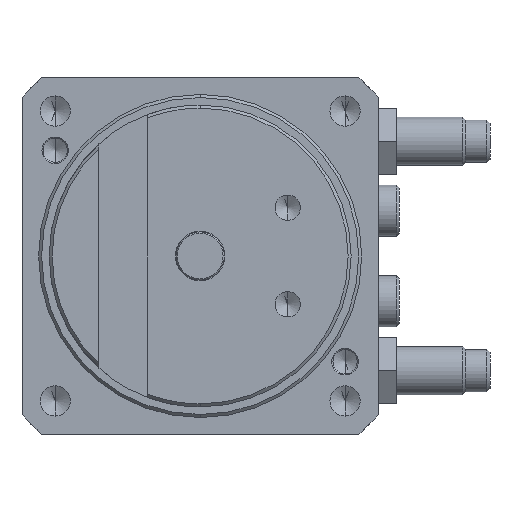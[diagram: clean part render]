
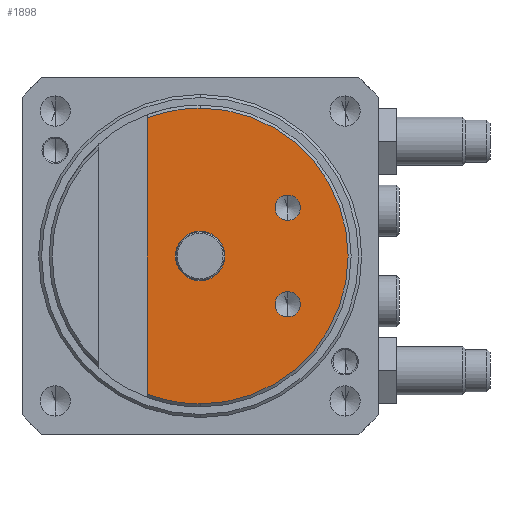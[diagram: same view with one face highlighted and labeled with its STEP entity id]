
A CAD part, front view. The second image highlights one B-rep face of the part: STEP entity #1898.
In plain terms, the highlighted planar face has unit normal (0, -1, 0).
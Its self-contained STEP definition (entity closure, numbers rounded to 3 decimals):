
#339 = EDGE_CURVE ( 'NONE', #340, #341, #4249, .T. ) ;
#340 = VERTEX_POINT ( 'NONE', #4313 ) ;
#341 = VERTEX_POINT ( 'NONE', #4312 ) ;
#412 = EDGE_CURVE ( 'NONE', #455, #419, #4462, .T. ) ;
#419 = VERTEX_POINT ( 'NONE', #4449 ) ;
#455 = VERTEX_POINT ( 'NONE', #4550 ) ;
#457 = EDGE_CURVE ( 'NONE', #468, #458, #4549, .T. ) ;
#458 = VERTEX_POINT ( 'NONE', #4544 ) ;
#468 = VERTEX_POINT ( 'NONE', #4530 ) ;
#1753 = VERTEX_POINT ( 'NONE', #6945 ) ;
#1754 = VERTEX_POINT ( 'NONE', #6944 ) ;
#1766 = EDGE_CURVE ( 'NONE', #1754, #1767, #6920, .T. ) ;
#1767 = VERTEX_POINT ( 'NONE', #6921 ) ;
#1783 = EDGE_CURVE ( 'NONE', #1753, #1754, #6953, .T. ) ;
#1876 = ORIENTED_EDGE ( 'NONE', *, *, #1877, .T. ) ;
#1877 = EDGE_CURVE ( 'NONE', #1902, #1753, #7165, .T. ) ;
#1878 = ORIENTED_EDGE ( 'NONE', *, *, #1783, .T. ) ;
#1879 = ORIENTED_EDGE ( 'NONE', *, *, #1766, .T. ) ;
#1880 = EDGE_LOOP ( 'NONE', ( #1881, #1883 ) ) ;
#1881 = ORIENTED_EDGE ( 'NONE', *, *, #1882, .F. ) ;
#1882 = EDGE_CURVE ( 'NONE', #458, #468, #7160, .T. ) ;
#1883 = ORIENTED_EDGE ( 'NONE', *, *, #457, .F. ) ;
#1884 = EDGE_LOOP ( 'NONE', ( #1885, #1944 ) ) ;
#1885 = ORIENTED_EDGE ( 'NONE', *, *, #1886, .F. ) ;
#1886 = EDGE_CURVE ( 'NONE', #419, #455, #7155, .T. ) ;
#1898 = ADVANCED_FACE ( 'NONE', ( #7194, #7193, #7192, #7191 ), #7190, .T. ) ;
#1899 = EDGE_LOOP ( 'NONE', ( #1900, #1876, #1878, #1879 ) ) ;
#1900 = ORIENTED_EDGE ( 'NONE', *, *, #1901, .F. ) ;
#1901 = EDGE_CURVE ( 'NONE', #1902, #1767, #7185, .T. ) ;
#1902 = VERTEX_POINT ( 'NONE', #7181 ) ;
#1944 = ORIENTED_EDGE ( 'NONE', *, *, #412, .F. ) ;
#1945 = EDGE_LOOP ( 'NONE', ( #1946, #1948 ) ) ;
#1946 = ORIENTED_EDGE ( 'NONE', *, *, #1947, .T. ) ;
#1947 = EDGE_CURVE ( 'NONE', #341, #340, #7301, .T. ) ;
#1948 = ORIENTED_EDGE ( 'NONE', *, *, #339, .T. ) ;
#4249 = CIRCLE ( 'NONE', #4317, 4.1 ) ;
#4312 = CARTESIAN_POINT ( 'NONE',  ( 0., -26., 4.1 ) ) ;
#4313 = CARTESIAN_POINT ( 'NONE',  ( 0., -26., -4.1 ) ) ;
#4314 = DIRECTION ( 'NONE',  ( 0., 0., 1. ) ) ;
#4315 = DIRECTION ( 'NONE',  ( 0., 1., 0. ) ) ;
#4316 = CARTESIAN_POINT ( 'NONE',  ( 0., -26., 0. ) ) ;
#4317 = AXIS2_PLACEMENT_3D ( 'NONE', #4316, #4315, #4314 ) ;
#4449 = CARTESIAN_POINT ( 'NONE',  ( 14.5, -26., 5.9 ) ) ;
#4458 = DIRECTION ( 'NONE',  ( 0., 0., -1. ) ) ;
#4459 = DIRECTION ( 'NONE',  ( 0., -1., 0. ) ) ;
#4460 = CARTESIAN_POINT ( 'NONE',  ( 14.5, -26., 8. ) ) ;
#4461 = AXIS2_PLACEMENT_3D ( 'NONE', #4460, #4459, #4458 ) ;
#4462 = CIRCLE ( 'NONE', #4461, 2.1 ) ;
#4530 = CARTESIAN_POINT ( 'NONE',  ( 14.5, -26., -5.9 ) ) ;
#4544 = CARTESIAN_POINT ( 'NONE',  ( 14.5, -26., -10.1 ) ) ;
#4545 = DIRECTION ( 'NONE',  ( 0., 0., -1. ) ) ;
#4546 = DIRECTION ( 'NONE',  ( 0., -1., 0. ) ) ;
#4547 = CARTESIAN_POINT ( 'NONE',  ( 14.5, -26., -8. ) ) ;
#4548 = AXIS2_PLACEMENT_3D ( 'NONE', #4547, #4546, #4545 ) ;
#4549 = CIRCLE ( 'NONE', #4548, 2.1 ) ;
#4550 = CARTESIAN_POINT ( 'NONE',  ( 14.5, -26., 10.1 ) ) ;
#6917 = DIRECTION ( 'NONE',  ( 0., 0., -1. ) ) ;
#6918 = DIRECTION ( 'NONE',  ( 0., -1., 0. ) ) ;
#6919 = AXIS2_PLACEMENT_3D ( 'NONE', #6927, #6918, #6917 ) ;
#6920 = CIRCLE ( 'NONE', #6919, 24.5 ) ;
#6921 = CARTESIAN_POINT ( 'NONE',  ( -8.75, -26., 22.884 ) ) ;
#6927 = CARTESIAN_POINT ( 'NONE',  ( 0., -26., 0. ) ) ;
#6944 = CARTESIAN_POINT ( 'NONE',  ( 0., -26., 24.5 ) ) ;
#6945 = CARTESIAN_POINT ( 'NONE',  ( 0., -26., -24.5 ) ) ;
#6951 = DIRECTION ( 'NONE',  ( 0., -1., 0. ) ) ;
#6952 = AXIS2_PLACEMENT_3D ( 'NONE', #6959, #6951, #7012 ) ;
#6953 = CIRCLE ( 'NONE', #6952, 24.5 ) ;
#6959 = CARTESIAN_POINT ( 'NONE',  ( 0., -26., 0. ) ) ;
#7012 = DIRECTION ( 'NONE',  ( 0., 0., -1. ) ) ;
#7151 = DIRECTION ( 'NONE',  ( 0., 0., -1. ) ) ;
#7152 = DIRECTION ( 'NONE',  ( 0., -1., 0. ) ) ;
#7153 = CARTESIAN_POINT ( 'NONE',  ( 14.5, -26., 8. ) ) ;
#7154 = AXIS2_PLACEMENT_3D ( 'NONE', #7153, #7152, #7151 ) ;
#7155 = CIRCLE ( 'NONE', #7154, 2.1 ) ;
#7156 = DIRECTION ( 'NONE',  ( 0., 0., -1. ) ) ;
#7157 = DIRECTION ( 'NONE',  ( 0., -1., 0. ) ) ;
#7158 = CARTESIAN_POINT ( 'NONE',  ( 14.5, -26., -8. ) ) ;
#7159 = AXIS2_PLACEMENT_3D ( 'NONE', #7158, #7157, #7156 ) ;
#7160 = CIRCLE ( 'NONE', #7159, 2.1 ) ;
#7161 = DIRECTION ( 'NONE',  ( 0., 0., -1. ) ) ;
#7162 = DIRECTION ( 'NONE',  ( 0., -1., 0. ) ) ;
#7163 = CARTESIAN_POINT ( 'NONE',  ( 0., -26., 0. ) ) ;
#7164 = AXIS2_PLACEMENT_3D ( 'NONE', #7163, #7162, #7161 ) ;
#7165 = CIRCLE ( 'NONE', #7164, 24.5 ) ;
#7181 = CARTESIAN_POINT ( 'NONE',  ( -8.75, -26., -22.884 ) ) ;
#7182 = DIRECTION ( 'NONE',  ( 0., 0., 1. ) ) ;
#7183 = VECTOR ( 'NONE', #7182, 1000. ) ;
#7184 = CARTESIAN_POINT ( 'NONE',  ( -8.75, -26., 23.419 ) ) ;
#7185 = LINE ( 'NONE', #7184, #7183 ) ;
#7186 = DIRECTION ( 'NONE',  ( 0., 0., -1. ) ) ;
#7187 = DIRECTION ( 'NONE',  ( 0., -1., 0. ) ) ;
#7188 = CARTESIAN_POINT ( 'NONE',  ( 0., -26., 0. ) ) ;
#7189 = AXIS2_PLACEMENT_3D ( 'NONE', #7188, #7187, #7186 ) ;
#7190 = PLANE ( 'NONE',  #7189 ) ;
#7191 = FACE_BOUND ( 'NONE', #1945, .T. ) ;
#7192 = FACE_BOUND ( 'NONE', #1884, .T. ) ;
#7193 = FACE_BOUND ( 'NONE', #1880, .T. ) ;
#7194 = FACE_OUTER_BOUND ( 'NONE', #1899, .T. ) ;
#7297 = DIRECTION ( 'NONE',  ( 0., 0., 1. ) ) ;
#7298 = DIRECTION ( 'NONE',  ( 0., 1., 0. ) ) ;
#7299 = CARTESIAN_POINT ( 'NONE',  ( 0., -26., 0. ) ) ;
#7300 = AXIS2_PLACEMENT_3D ( 'NONE', #7299, #7298, #7297 ) ;
#7301 = CIRCLE ( 'NONE', #7300, 4.1 ) ;
